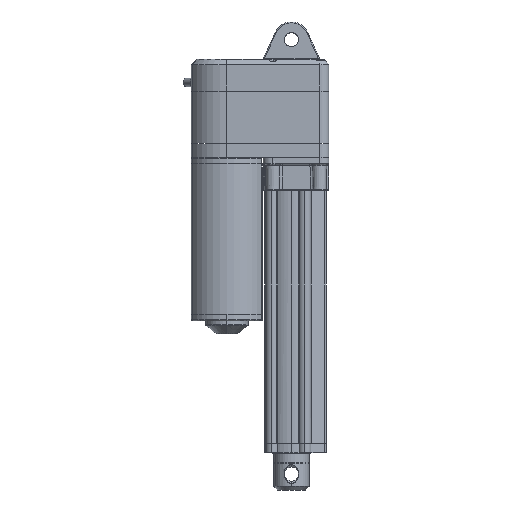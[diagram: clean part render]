
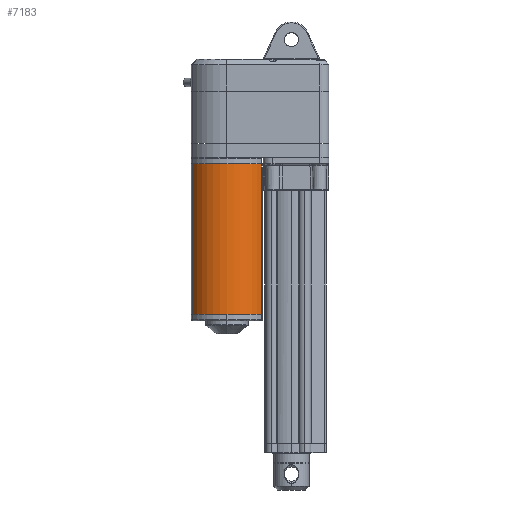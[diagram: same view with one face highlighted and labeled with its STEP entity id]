
A CAD part, left-side view. The second image highlights one B-rep face of the part: STEP entity #7183.
In plain terms, the highlighted cylindrical face has radius 22.5 mm (diameter 45 mm), a partial arc.
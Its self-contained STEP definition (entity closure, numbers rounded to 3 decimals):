
#5958=CARTESIAN_POINT('',(-66.652,16.675,46.402));
#5959=VERTEX_POINT('',#5958);
#5960=CARTESIAN_POINT('',(-66.652,16.675,-38.398));
#5961=VERTEX_POINT('',#5960);
#5962=CARTESIAN_POINT('',(-66.652,16.675,46.402));
#5963=DIRECTION('',(0.,0.,-1.));
#5964=VECTOR('',#5963,84.8);
#5965=LINE('',#5962,#5964);
#5966=EDGE_CURVE('',#5959,#5961,#5965,.T.);
#6000=CARTESIAN_POINT('',(-66.629,55.247,-38.398));
#6001=VERTEX_POINT('',#6000);
#6027=CARTESIAN_POINT('',(-55.051,35.954,-38.398));
#6028=DIRECTION('',(-0.516,-0.857,0.));
#6029=DIRECTION('',(0.,0.,-1.));
#6030=AXIS2_PLACEMENT_3D('',#6027,#6029,#6028);
#6031=CIRCLE('',#6030,22.5);
#6032=EDGE_CURVE('',#5961,#6001,#6031,.T.);
#7148=CARTESIAN_POINT('',(-66.629,55.247,46.402));
#7149=VERTEX_POINT('',#7148);
#7150=CARTESIAN_POINT('',(-66.629,55.247,-38.398));
#7151=DIRECTION('',(0.,0.,1.));
#7152=VECTOR('',#7151,84.8);
#7153=LINE('',#7150,#7152);
#7154=EDGE_CURVE('',#6001,#7149,#7153,.T.);
#7166=CARTESIAN_POINT('',(-55.051,35.954,46.402));
#7167=DIRECTION('',(-0.515,0.857,0.));
#7168=DIRECTION('',(0.,0.,-1.));
#7169=AXIS2_PLACEMENT_3D('',#7166,#7168,#7167);
#7170=CYLINDRICAL_SURFACE('',#7169,22.5);
#7171=ORIENTED_EDGE('',*,*,#7154,.F.);
#7172=ORIENTED_EDGE('',*,*,#6032,.F.);
#7173=ORIENTED_EDGE('',*,*,#5966,.F.);
#7174=CARTESIAN_POINT('',(-55.051,35.954,46.402));
#7175=DIRECTION('',(-0.516,-0.857,0.));
#7176=DIRECTION('',(0.,0.,-1.));
#7177=AXIS2_PLACEMENT_3D('',#7174,#7176,#7175);
#7178=CIRCLE('',#7177,22.5);
#7179=EDGE_CURVE('',#5959,#7149,#7178,.T.);
#7180=ORIENTED_EDGE('E209',*,*,#7179,.T.);
#7181=EDGE_LOOP('',(#7171,#7172,#7173,#7180));
#7182=FACE_OUTER_BOUND('',#7181,.T.);
#7183=ADVANCED_FACE('F72',(#7182),#7170,.T.);
